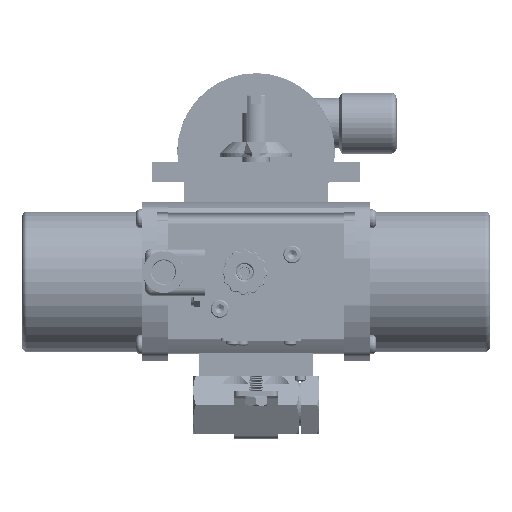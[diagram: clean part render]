
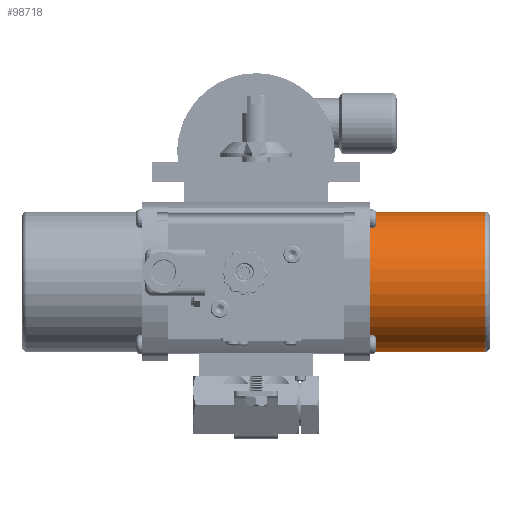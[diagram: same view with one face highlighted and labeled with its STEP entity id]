
A CAD part, top view. The second image highlights one B-rep face of the part: STEP entity #98718.
In plain terms, the highlighted cylindrical face has radius 30.963 mm (diameter 61.925 mm), a partial arc.
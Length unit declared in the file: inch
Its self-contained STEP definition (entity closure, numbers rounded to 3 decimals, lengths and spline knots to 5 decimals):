
#5354 = CARTESIAN_POINT ( 'NONE',  ( 3.9725, 0.917, 0. ) ) ;
#7163 = CARTESIAN_POINT ( 'NONE',  ( 1.7145, 3.355, 0. ) ) ;
#14039 = CARTESIAN_POINT ( 'NONE',  ( 1.8575, 2.136, 0. ) ) ;
#14092 = ORIENTED_EDGE ( 'NONE', *, *, #143772, .F. ) ;
#18398 = VECTOR ( 'NONE', #147764, 39.37008 ) ;
#23887 = LINE ( 'NONE', #7163, #18398 ) ;
#27460 = CARTESIAN_POINT ( 'NONE',  ( 3.9725, 2.136, 0. ) ) ;
#31779 = DIRECTION ( 'NONE',  ( 0., -1., 0. ) ) ;
#45066 = DIRECTION ( 'NONE',  ( 0., -1., 0. ) ) ;
#56190 = CIRCLE ( 'NONE', #75837, 1.219 ) ;
#75837 = AXIS2_PLACEMENT_3D ( 'NONE', #27460, #150344, #45066 ) ;
#82474 = CARTESIAN_POINT ( 'NONE',  ( 1.7145, 2.136, 0. ) ) ;
#83835 = EDGE_LOOP ( 'NONE', ( #14092, #126604, #148346, #116147 ) ) ;
#88204 = EDGE_CURVE ( 'NONE', #155359, #203830, #56190, .T. ) ;
#92756 = AXIS2_PLACEMENT_3D ( 'NONE', #14039, #136920, #31779 ) ;
#98718 = ADVANCED_FACE ( 'NONE', ( #109156 ), #197102, .T. ) ;
#104391 = EDGE_CURVE ( 'NONE', #203830, #133214, #23887, .T. ) ;
#109156 = FACE_OUTER_BOUND ( 'NONE', #83835, .T. ) ;
#109288 = CARTESIAN_POINT ( 'NONE',  ( 1.8575, 0.917, 0. ) ) ;
#116147 = ORIENTED_EDGE ( 'NONE', *, *, #188456, .T. ) ;
#126604 = ORIENTED_EDGE ( 'NONE', *, *, #88204, .T. ) ;
#133214 = VERTEX_POINT ( 'NONE', #154731 ) ;
#133405 = VERTEX_POINT ( 'NONE', #109288 ) ;
#135515 = DIRECTION ( 'NONE',  ( -1., 0., 0. ) ) ;
#136920 = DIRECTION ( 'NONE',  ( 1., 0., 0. ) ) ;
#143772 = EDGE_CURVE ( 'NONE', #155359, #133405, #228153, .T. ) ;
#147764 = DIRECTION ( 'NONE',  ( -1., 0., 0. ) ) ;
#148346 = ORIENTED_EDGE ( 'NONE', *, *, #104391, .T. ) ;
#150344 = DIRECTION ( 'NONE',  ( -1., 0., 0. ) ) ;
#154731 = CARTESIAN_POINT ( 'NONE',  ( 1.8575, 3.355, 0. ) ) ;
#155359 = VERTEX_POINT ( 'NONE', #5354 ) ;
#170823 = DIRECTION ( 'NONE',  ( 0., 1., 0. ) ) ;
#181372 = VECTOR ( 'NONE', #212949, 39.37008 ) ;
#186470 = CARTESIAN_POINT ( 'NONE',  ( 3.9725, 3.355, 0. ) ) ;
#188456 = EDGE_CURVE ( 'NONE', #133214, #133405, #214417, .T. ) ;
#195978 = CARTESIAN_POINT ( 'NONE',  ( 1.7145, 0.917, 0. ) ) ;
#197102 = CYLINDRICAL_SURFACE ( 'NONE', #202674, 1.219 ) ;
#202674 = AXIS2_PLACEMENT_3D ( 'NONE', #82474, #135515, #170823 ) ;
#203830 = VERTEX_POINT ( 'NONE', #186470 ) ;
#212949 = DIRECTION ( 'NONE',  ( -1., 0., 0. ) ) ;
#214417 = CIRCLE ( 'NONE', #92756, 1.219 ) ;
#228153 = LINE ( 'NONE', #195978, #181372 ) ;
